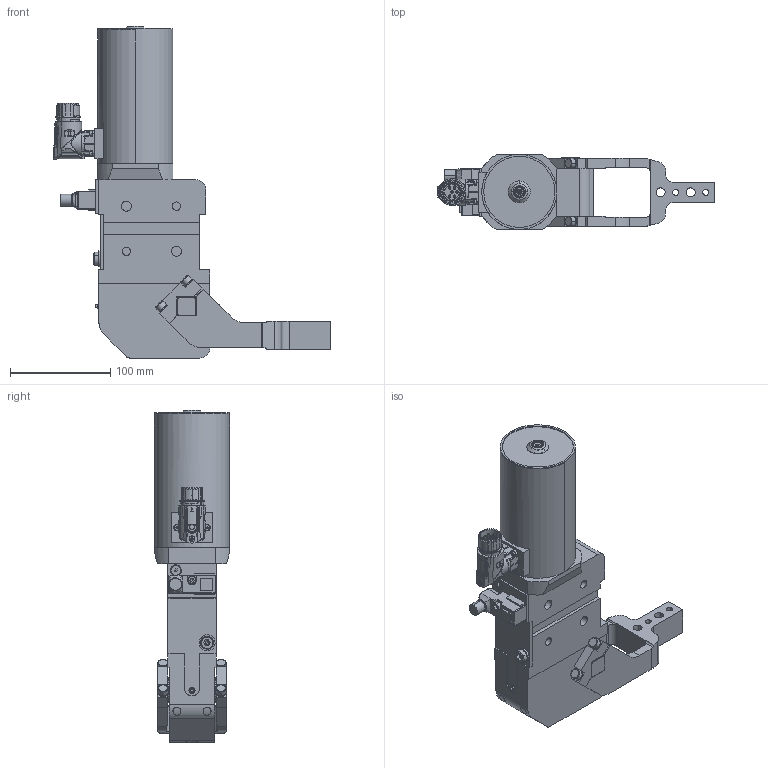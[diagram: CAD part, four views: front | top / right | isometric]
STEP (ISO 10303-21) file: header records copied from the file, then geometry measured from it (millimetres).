
FILE_DESCRIPTION(('CATIA V5 STEP Exchange'),'2;1');
FILE_NAME('EK_50_1_A10_T12_24V_TUENKERS.stp','2017-05-12T06:34:33+00:00',('none'),('none'),'CATIA Version 5-6 Release 2014 SP1 HF29','CATIA V5 STEP AP203','none');
FILE_SCHEMA(('CONFIG_CONTROL_DESIGN'));
Length unit declared in the file: millimetre
Products named in the file (1): EK_50_1_A10_T12_24V_TUENKERS
Bounding box: 276.85 x 75 x 331.43 mm (x, y, z)
Volume: 1700455.5 mm3; surface area: 214304.1 mm2
Topology: 6 solids, 27 shells, 1487 faces, 4088 edges, 2670 vertices
Faces by surface type: cylinder 557, plane 509, cone 177, bspline 103, torus 83, sphere 58
Entity records: 52447 total; most frequent: CARTESIAN_POINT 18407, ORIENTED_EDGE 8012, DIRECTION 5199, EDGE_CURVE 4006, VERTEX_POINT 2670, AXIS2_PLACEMENT_3D 2344, EDGE_LOOP 1632, VECTOR 1604
